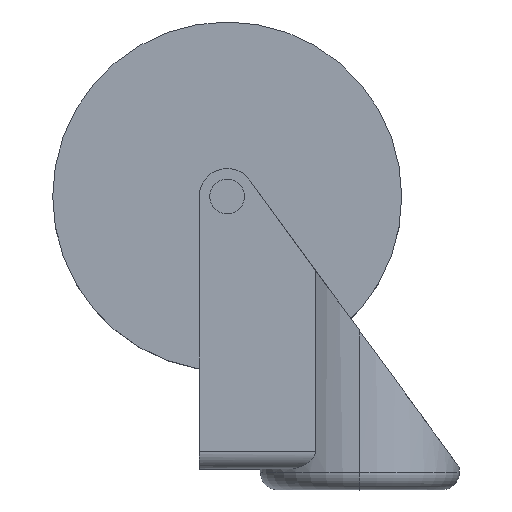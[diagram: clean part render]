
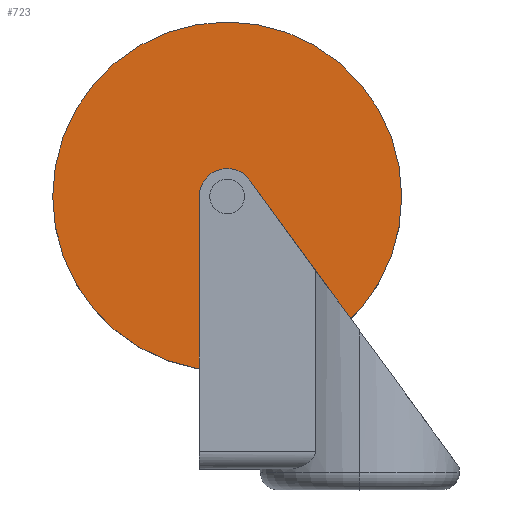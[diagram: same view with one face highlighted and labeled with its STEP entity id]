
A CAD part, top view. The second image highlights one B-rep face of the part: STEP entity #723.
In plain terms, the highlighted planar face has unit normal (0, 0, 1).
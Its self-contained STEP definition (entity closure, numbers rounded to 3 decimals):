
#17 = CARTESIAN_POINT ( 'NONE',  ( 12., 84., 16. ) ) ;
#71 = CARTESIAN_POINT ( 'NONE',  ( -33., 84., 16. ) ) ;
#85 = AXIS2_PLACEMENT_3D ( 'NONE', #1469, #996, #1461 ) ;
#148 = CARTESIAN_POINT ( 'NONE',  ( -38., 84., 16. ) ) ;
#163 = EDGE_CURVE ( 'NONE', #1246, #366, #1215, .T. ) ;
#191 = CIRCLE ( 'NONE', #641, 50. ) ;
#208 = ORIENTED_EDGE ( 'NONE', *, *, #1440, .F. ) ;
#234 = CARTESIAN_POINT ( 'NONE',  ( -88., 84., 16. ) ) ;
#252 = VERTEX_POINT ( 'NONE', #17 ) ;
#295 = AXIS2_PLACEMENT_3D ( 'NONE', #1276, #580, #571 ) ;
#345 = AXIS2_PLACEMENT_3D ( 'NONE', #1392, #370, #348 ) ;
#348 = DIRECTION ( 'NONE',  ( 1., 0., 0. ) ) ;
#366 = VERTEX_POINT ( 'NONE', #71 ) ;
#370 = DIRECTION ( 'NONE',  ( 0., 0., -1. ) ) ;
#571 = DIRECTION ( 'NONE',  ( 1., 0., 0. ) ) ;
#580 = DIRECTION ( 'NONE',  ( 0., 0., -1. ) ) ;
#601 = DIRECTION ( 'NONE',  ( 1., 0., 0. ) ) ;
#604 = EDGE_LOOP ( 'NONE', ( #877, #1281 ) ) ;
#641 = AXIS2_PLACEMENT_3D ( 'NONE', #1258, #722, #601 ) ;
#664 = EDGE_CURVE ( 'NONE', #252, #1338, #984, .T. ) ;
#690 = DIRECTION ( 'NONE',  ( 1., 0., 0. ) ) ;
#722 = DIRECTION ( 'NONE',  ( 0., 0., -1. ) ) ;
#723 = ADVANCED_FACE ( 'PLANAR_15', ( #1371, #1151 ), #942, .F. ) ;
#776 = AXIS2_PLACEMENT_3D ( 'NONE', #148, #1157, #690 ) ;
#790 = CARTESIAN_POINT ( 'NONE',  ( -43., 84., 16. ) ) ;
#877 = ORIENTED_EDGE ( 'NONE', *, *, #163, .T. ) ;
#920 = EDGE_CURVE ( 'NONE', #366, #1246, #1463, .T. ) ;
#942 = PLANE ( 'NONE',  #345 ) ;
#984 = CIRCLE ( 'NONE', #776, 50. ) ;
#995 = EDGE_LOOP ( 'NONE', ( #208, #1054 ) ) ;
#996 = DIRECTION ( 'NONE',  ( 0., 0., -1. ) ) ;
#1054 = ORIENTED_EDGE ( 'NONE', *, *, #664, .F. ) ;
#1151 = FACE_BOUND ( 'NONE', #604, .T. ) ;
#1157 = DIRECTION ( 'NONE',  ( 0., 0., -1. ) ) ;
#1215 = CIRCLE ( 'NONE', #85, 5. ) ;
#1246 = VERTEX_POINT ( 'NONE', #790 ) ;
#1258 = CARTESIAN_POINT ( 'NONE',  ( -38., 84., 16. ) ) ;
#1276 = CARTESIAN_POINT ( 'NONE',  ( -38., 84., 16. ) ) ;
#1281 = ORIENTED_EDGE ( 'NONE', *, *, #920, .T. ) ;
#1338 = VERTEX_POINT ( 'NONE', #234 ) ;
#1371 = FACE_OUTER_BOUND ( 'NONE', #995, .T. ) ;
#1392 = CARTESIAN_POINT ( 'NONE',  ( -38., 84., 16. ) ) ;
#1440 = EDGE_CURVE ( 'NONE', #1338, #252, #191, .T. ) ;
#1461 = DIRECTION ( 'NONE',  ( 1., 0., 0. ) ) ;
#1463 = CIRCLE ( 'NONE', #295, 5. ) ;
#1469 = CARTESIAN_POINT ( 'NONE',  ( -38., 84., 16. ) ) ;
